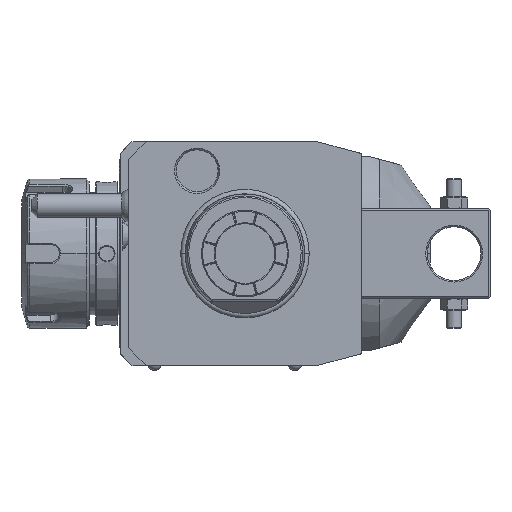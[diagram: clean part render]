
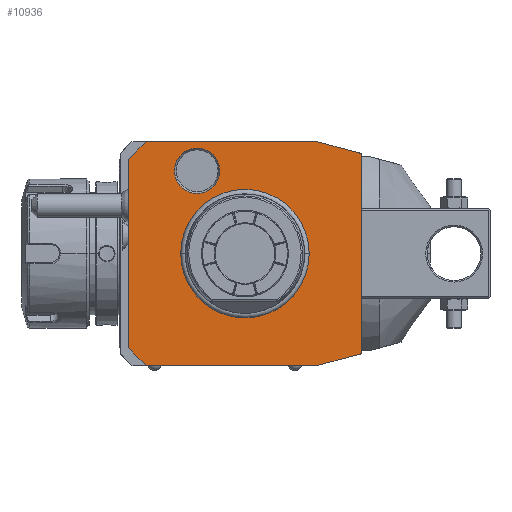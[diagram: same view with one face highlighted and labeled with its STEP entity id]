
A CAD part, front view. The second image highlights one B-rep face of the part: STEP entity #10936.
In plain terms, the highlighted planar face has unit normal (0, -1, 0).
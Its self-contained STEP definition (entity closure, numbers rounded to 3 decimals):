
#1=DIRECTION('',(-0.966,0.,0.259));
#2=VECTOR('',#1,15.529);
#3=CARTESIAN_POINT('',(39.,0.,33.481));
#4=LINE('',#3,#2);
#5=DIRECTION('',(0.,0.,1.));
#6=VECTOR('',#5,66.962);
#7=CARTESIAN_POINT('',(39.,0.,-33.481));
#8=LINE('',#7,#6);
#9=DIRECTION('',(0.966,0.,0.259));
#10=VECTOR('',#9,15.529);
#11=CARTESIAN_POINT('',(24.,0.,-37.5));
#12=LINE('',#11,#10);
#13=DIRECTION('',(1.,0.,0.));
#14=VECTOR('',#13,57.);
#15=CARTESIAN_POINT('',(-33.,0.,-37.5));
#16=LINE('',#15,#14);
#17=DIRECTION('',(0.707,0.,-0.707));
#18=VECTOR('',#17,8.485);
#19=CARTESIAN_POINT('',(-39.,0.,-31.5));
#20=LINE('',#19,#18);
#21=DIRECTION('',(0.,0.,-1.));
#22=VECTOR('',#21,63.);
#23=CARTESIAN_POINT('',(-39.,0.,31.5));
#24=LINE('',#23,#22);
#25=DIRECTION('',(-0.707,0.,-0.707));
#26=VECTOR('',#25,8.485);
#27=CARTESIAN_POINT('',(-33.,0.,37.5));
#28=LINE('',#27,#26);
#29=DIRECTION('',(-1.,0.,0.));
#30=VECTOR('',#29,57.);
#31=CARTESIAN_POINT('',(24.,0.,37.5));
#32=LINE('',#31,#30);
#33=CARTESIAN_POINT('',(-16.,0.,27.713));
#34=DIRECTION('',(0.,1.,0.));
#35=DIRECTION('',(1.,0.,0.));
#36=AXIS2_PLACEMENT_3D('',#33,#34,#35);
#38=CARTESIAN_POINT('',(-16.,0.,27.713));
#39=DIRECTION('',(0.,1.,0.));
#40=DIRECTION('',(-1.,0.,0.));
#41=AXIS2_PLACEMENT_3D('',#38,#39,#40);
#7528=CARTESIAN_POINT('',(0.,0.,0.));
#7529=DIRECTION('',(0.,1.,0.));
#7530=DIRECTION('',(-1.,0.,0.));
#7531=AXIS2_PLACEMENT_3D('',#7528,#7529,#7530);
#7533=CARTESIAN_POINT('',(0.,0.,0.));
#7534=DIRECTION('',(0.,1.,0.));
#7535=DIRECTION('',(1.,0.,0.));
#7536=AXIS2_PLACEMENT_3D('',#7533,#7534,#7535);
#9845=CARTESIAN_POINT('',(-8.423,0.,27.713));
#9846=CARTESIAN_POINT('',(-23.577,0.,27.713));
#9847=VERTEX_POINT('',#9845);
#9848=VERTEX_POINT('',#9846);
#10729=CARTESIAN_POINT('',(39.,0.,33.481));
#10730=CARTESIAN_POINT('',(24.,0.,37.5));
#10731=VERTEX_POINT('',#10729);
#10732=VERTEX_POINT('',#10730);
#10733=CARTESIAN_POINT('',(-33.,0.,37.5));
#10734=VERTEX_POINT('',#10733);
#10735=CARTESIAN_POINT('',(-39.,0.,31.5));
#10736=VERTEX_POINT('',#10735);
#10737=CARTESIAN_POINT('',(-39.,0.,-31.5));
#10738=VERTEX_POINT('',#10737);
#10739=CARTESIAN_POINT('',(-33.,0.,-37.5));
#10740=VERTEX_POINT('',#10739);
#10741=CARTESIAN_POINT('',(24.,0.,-37.5));
#10742=VERTEX_POINT('',#10741);
#10743=CARTESIAN_POINT('',(39.,0.,-33.481));
#10744=VERTEX_POINT('',#10743);
#10793=CARTESIAN_POINT('',(-21.137,0.,0.));
#10794=CARTESIAN_POINT('',(21.137,0.,0.));
#10795=VERTEX_POINT('',#10793);
#10796=VERTEX_POINT('',#10794);
#10901=CARTESIAN_POINT('',(0.,0.,0.));
#10902=DIRECTION('',(0.,-1.,0.));
#10903=DIRECTION('',(-1.,0.,0.));
#10904=AXIS2_PLACEMENT_3D('',#10901,#10902,#10903);
#10905=PLANE('',#10904);
#10907=ORIENTED_EDGE('',*,*,#10906,.F.);
#10909=ORIENTED_EDGE('',*,*,#10908,.F.);
#10911=ORIENTED_EDGE('',*,*,#10910,.F.);
#10913=ORIENTED_EDGE('',*,*,#10912,.F.);
#10915=ORIENTED_EDGE('',*,*,#10914,.F.);
#10917=ORIENTED_EDGE('',*,*,#10916,.F.);
#10919=ORIENTED_EDGE('',*,*,#10918,.F.);
#10921=ORIENTED_EDGE('',*,*,#10920,.F.);
#10922=EDGE_LOOP('',(#10907,#10909,#10911,#10913,#10915,#10917,#10919,#10921));
#10923=FACE_OUTER_BOUND('',#10922,.F.);
#10925=ORIENTED_EDGE('',*,*,#10924,.F.);
#10927=ORIENTED_EDGE('',*,*,#10926,.F.);
#10928=EDGE_LOOP('',(#10925,#10927));
#10929=FACE_BOUND('',#10928,.F.);
#10931=ORIENTED_EDGE('',*,*,#10930,.F.);
#10933=ORIENTED_EDGE('',*,*,#10932,.F.);
#10934=EDGE_LOOP('',(#10931,#10933));
#10935=FACE_BOUND('',#10934,.F.);
#37=CIRCLE('',#36,7.577);
#42=CIRCLE('',#41,7.577);
#7532=CIRCLE('',#7531,21.137);
#7537=CIRCLE('',#7536,21.137);
#10906=EDGE_CURVE('',#10731,#10732,#4,.T.);
#10908=EDGE_CURVE('',#10744,#10731,#8,.T.);
#10910=EDGE_CURVE('',#10742,#10744,#12,.T.);
#10912=EDGE_CURVE('',#10740,#10742,#16,.T.);
#10914=EDGE_CURVE('',#10738,#10740,#20,.T.);
#10916=EDGE_CURVE('',#10736,#10738,#24,.T.);
#10918=EDGE_CURVE('',#10734,#10736,#28,.T.);
#10920=EDGE_CURVE('',#10732,#10734,#32,.T.);
#10924=EDGE_CURVE('',#10795,#10796,#7532,.T.);
#10926=EDGE_CURVE('',#10796,#10795,#7537,.T.);
#10930=EDGE_CURVE('',#9847,#9848,#37,.T.);
#10932=EDGE_CURVE('',#9848,#9847,#42,.T.);
#10936=ADVANCED_FACE('',(#10923,#10929,#10935),#10905,.T.);
